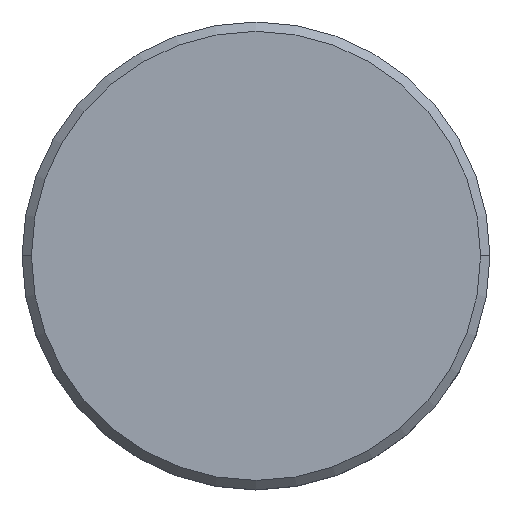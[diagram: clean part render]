
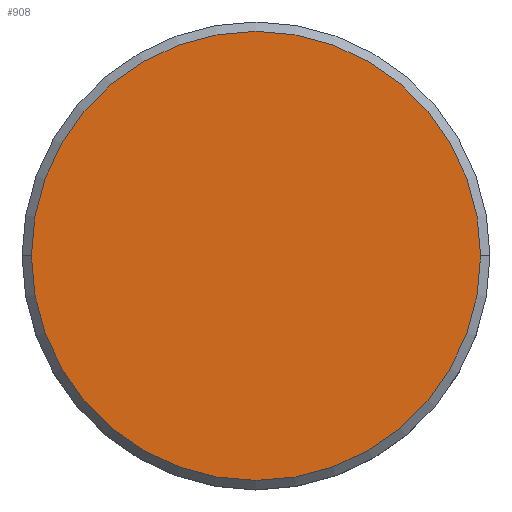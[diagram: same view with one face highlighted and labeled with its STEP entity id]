
A CAD part, top view. The second image highlights one B-rep face of the part: STEP entity #908.
In plain terms, the highlighted planar face has unit normal (0, 0, 1).
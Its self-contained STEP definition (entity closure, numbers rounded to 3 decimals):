
#18 = CIRCLE ( 'NONE', #1008, 12. ) ;
#31 = AXIS2_PLACEMENT_3D ( 'NONE', #733, #574, #1020 ) ;
#34 = AXIS2_PLACEMENT_3D ( 'NONE', #633, #570, #201 ) ;
#43 = DIRECTION ( 'NONE',  ( 1., 0., 0. ) ) ;
#62 = VERTEX_POINT ( 'NONE', #522 ) ;
#144 = EDGE_CURVE ( 'NONE', #62, #664, #495, .T. ) ;
#201 = DIRECTION ( 'NONE',  ( 1., 0., 0. ) ) ;
#236 = EDGE_CURVE ( 'NONE', #664, #62, #18, .T. ) ;
#328 = DIRECTION ( 'NONE',  ( 0., 0., 1. ) ) ;
#372 = FACE_OUTER_BOUND ( 'NONE', #771, .T. ) ;
#381 = CARTESIAN_POINT ( 'NONE',  ( 12., 0., 0. ) ) ;
#391 = ORIENTED_EDGE ( 'NONE', *, *, #144, .T. ) ;
#397 = CARTESIAN_POINT ( 'NONE',  ( 0., 0., 0. ) ) ;
#495 = CIRCLE ( 'NONE', #34, 12. ) ;
#522 = CARTESIAN_POINT ( 'NONE',  ( -12., 0., 0. ) ) ;
#569 = PLANE ( 'NONE',  #31 ) ;
#570 = DIRECTION ( 'NONE',  ( 0., 0., 1. ) ) ;
#574 = DIRECTION ( 'NONE',  ( 0., 0., 1. ) ) ;
#633 = CARTESIAN_POINT ( 'NONE',  ( 0., 0., 0. ) ) ;
#664 = VERTEX_POINT ( 'NONE', #381 ) ;
#733 = CARTESIAN_POINT ( 'NONE',  ( 0., 0., 0. ) ) ;
#766 = ORIENTED_EDGE ( 'NONE', *, *, #236, .T. ) ;
#771 = EDGE_LOOP ( 'NONE', ( #391, #766 ) ) ;
#908 = ADVANCED_FACE ( 'NONE', ( #372 ), #569, .T. ) ;
#1008 = AXIS2_PLACEMENT_3D ( 'NONE', #397, #328, #43 ) ;
#1020 = DIRECTION ( 'NONE',  ( 1., 0., 0. ) ) ;
